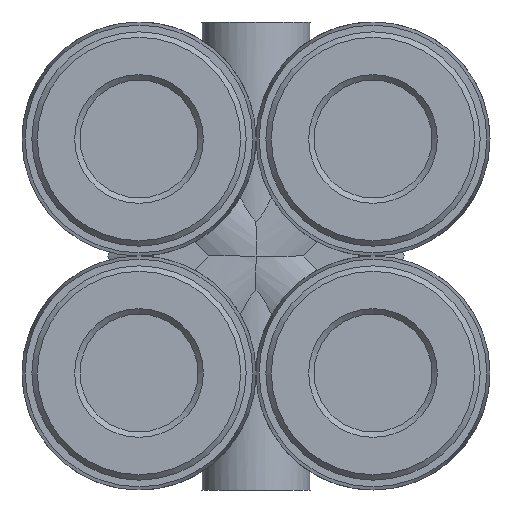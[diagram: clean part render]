
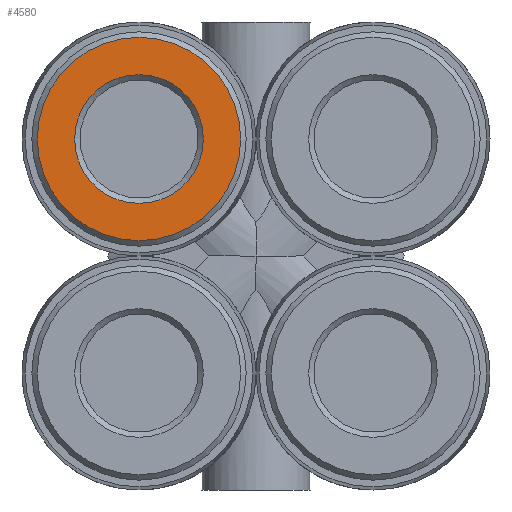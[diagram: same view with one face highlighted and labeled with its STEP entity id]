
A CAD part, left-side view. The second image highlights one B-rep face of the part: STEP entity #4580.
In plain terms, the highlighted face is planar.
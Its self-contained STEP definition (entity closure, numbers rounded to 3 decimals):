
#4549=CARTESIAN_POINT('',(5.65,5.,0.));
#4550=VERTEX_POINT('',#4549);
#4551=CARTESIAN_POINT('',(0.,5.0,0.0));
#4552=DIRECTION('',(0.0,-1.0,0.0));
#4553=DIRECTION('',(-1.0,0.0,0.0));
#4554=AXIS2_PLACEMENT_3D('',#4551,#4552,#4553);
#4555=CIRCLE('',#4554,5.65);
#4556=EDGE_CURVE('',#4550,#4550,#4555,.T.);
#4561=CARTESIAN_POINT('',(0.,5.0,0.));
#4562=DIRECTION('',(0.0,-1.0,0.0));
#4563=DIRECTION('',(0.0,0.0,-1.0));
#4564=AXIS2_PLACEMENT_3D('',#4561,#4562,#4563);
#4565=PLANE('',#4564);
#4566=ORIENTED_EDGE('',*,*,#4556,.F.);
#4567=EDGE_LOOP('',(#4566));
#4568=FACE_OUTER_BOUND('',#4567,.T.);
#4569=CARTESIAN_POINT('',(3.575,5.,0.));
#4570=VERTEX_POINT('',#4569);
#4571=CARTESIAN_POINT('',(0.,5.0,0.0));
#4572=DIRECTION('',(0.0,1.0,0.0));
#4573=DIRECTION('',(-1.0,0.0,0.0));
#4574=AXIS2_PLACEMENT_3D('',#4571,#4572,#4573);
#4575=CIRCLE('',#4574,3.575);
#4576=EDGE_CURVE('',#4570,#4570,#4575,.T.);
#4577=ORIENTED_EDGE('',*,*,#4576,.F.);
#4578=EDGE_LOOP('',(#4577));
#4579=FACE_BOUND('',#4578,.T.);
#4580=ADVANCED_FACE('',(#4568,#4579),#4565,.F.);
